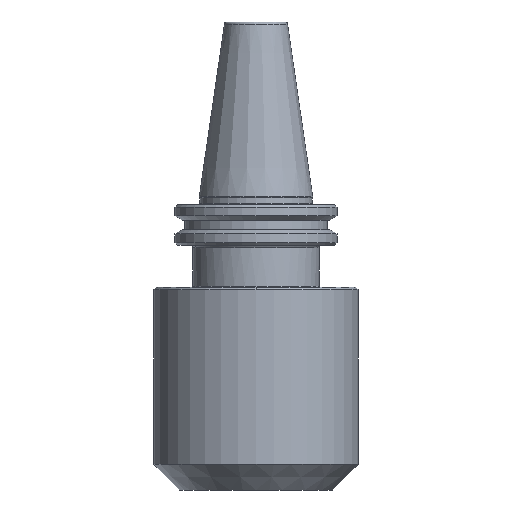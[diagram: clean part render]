
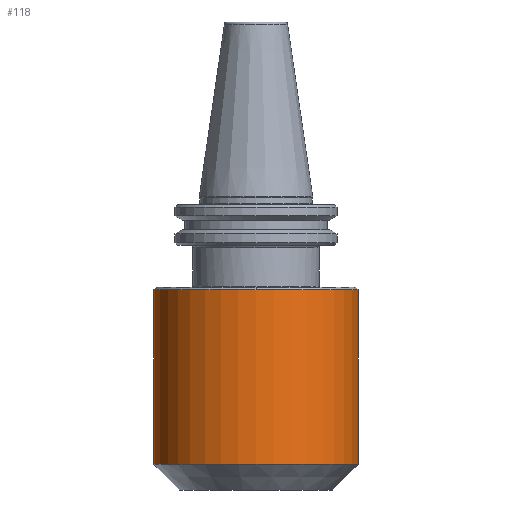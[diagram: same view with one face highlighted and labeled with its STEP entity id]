
A CAD part, front view. The second image highlights one B-rep face of the part: STEP entity #118.
In plain terms, the highlighted cylindrical face has radius 40 mm (diameter 80 mm), a partial arc.
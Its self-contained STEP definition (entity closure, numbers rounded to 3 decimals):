
#49 = ORIENTED_EDGE ( 'NONE', *, *, #1372, .T. ) ;
#50 = DIRECTION ( 'NONE',  ( 1., 0., 0. ) ) ;
#51 = DIRECTION ( 'NONE',  ( 0., 0., 1. ) ) ;
#53 = CARTESIAN_POINT ( 'NONE',  ( 0., 0., -105. ) ) ;
#93 = CARTESIAN_POINT ( 'NONE',  ( 0., 0., -36.5 ) ) ;
#118 = ADVANCED_FACE ( 'NONE', ( #174 ), #1322, .T. ) ;
#132 = CIRCLE ( 'NONE', #150, 40. ) ;
#150 = AXIS2_PLACEMENT_3D ( 'NONE', #93, #728, #1517 ) ;
#174 = FACE_OUTER_BOUND ( 'NONE', #353, .T. ) ;
#310 = VERTEX_POINT ( 'NONE', #1068 ) ;
#312 = DIRECTION ( 'NONE',  ( 0., 0., 1. ) ) ;
#313 = CARTESIAN_POINT ( 'NONE',  ( -40., 0., 82.957 ) ) ;
#353 = EDGE_LOOP ( 'NONE', ( #654, #1211, #1536, #1671, #49 ) ) ;
#375 = CARTESIAN_POINT ( 'NONE',  ( 0., -40., -36.5 ) ) ;
#449 = CARTESIAN_POINT ( 'NONE',  ( 40., 0., -105. ) ) ;
#506 = CARTESIAN_POINT ( 'NONE',  ( -40., 0., -105. ) ) ;
#631 = VERTEX_POINT ( 'NONE', #506 ) ;
#654 = ORIENTED_EDGE ( 'NONE', *, *, #789, .F. ) ;
#728 = DIRECTION ( 'NONE',  ( 0., 0., -1. ) ) ;
#729 = VERTEX_POINT ( 'NONE', #449 ) ;
#734 = DIRECTION ( 'NONE',  ( 1., 0., 0. ) ) ;
#776 = CIRCLE ( 'NONE', #1581, 40. ) ;
#789 = EDGE_CURVE ( 'NONE', #631, #1245, #929, .T. ) ;
#791 = CIRCLE ( 'NONE', #1393, 40. ) ;
#797 = VERTEX_POINT ( 'NONE', #375 ) ;
#843 = EDGE_CURVE ( 'NONE', #631, #729, #776, .T. ) ;
#929 = LINE ( 'NONE', #313, #1635 ) ;
#953 = DIRECTION ( 'NONE',  ( 0., 0., -1. ) ) ;
#984 = DIRECTION ( 'NONE',  ( 1., 0., 0. ) ) ;
#1068 = CARTESIAN_POINT ( 'NONE',  ( 40., 0., -36.5 ) ) ;
#1211 = ORIENTED_EDGE ( 'NONE', *, *, #843, .T. ) ;
#1245 = VERTEX_POINT ( 'NONE', #1628 ) ;
#1297 = EDGE_CURVE ( 'NONE', #310, #797, #132, .T. ) ;
#1322 = CYLINDRICAL_SURFACE ( 'NONE', #1964, 40. ) ;
#1325 = CARTESIAN_POINT ( 'NONE',  ( 0., 0., 82.957 ) ) ;
#1372 = EDGE_CURVE ( 'NONE', #797, #1245, #791, .T. ) ;
#1393 = AXIS2_PLACEMENT_3D ( 'NONE', #1419, #953, #734 ) ;
#1419 = CARTESIAN_POINT ( 'NONE',  ( 0., 0., -36.5 ) ) ;
#1442 = VECTOR ( 'NONE', #1875, 1000. ) ;
#1517 = DIRECTION ( 'NONE',  ( 1., 0., 0. ) ) ;
#1536 = ORIENTED_EDGE ( 'NONE', *, *, #1656, .T. ) ;
#1581 = AXIS2_PLACEMENT_3D ( 'NONE', #53, #51, #50 ) ;
#1628 = CARTESIAN_POINT ( 'NONE',  ( -40., 0., -36.5 ) ) ;
#1635 = VECTOR ( 'NONE', #312, 1000. ) ;
#1656 = EDGE_CURVE ( 'NONE', #729, #310, #1820, .T. ) ;
#1671 = ORIENTED_EDGE ( 'NONE', *, *, #1297, .T. ) ;
#1763 = DIRECTION ( 'NONE',  ( 0., 0., 1. ) ) ;
#1820 = LINE ( 'NONE', #1821, #1442 ) ;
#1821 = CARTESIAN_POINT ( 'NONE',  ( 40., 0., 82.957 ) ) ;
#1875 = DIRECTION ( 'NONE',  ( 0., 0., 1. ) ) ;
#1964 = AXIS2_PLACEMENT_3D ( 'NONE', #1325, #1763, #984 ) ;
